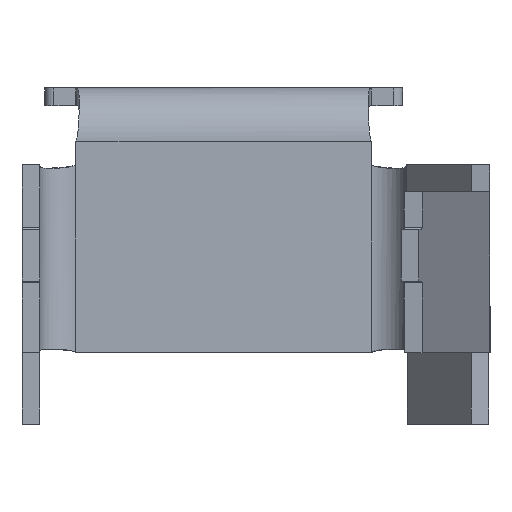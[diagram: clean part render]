
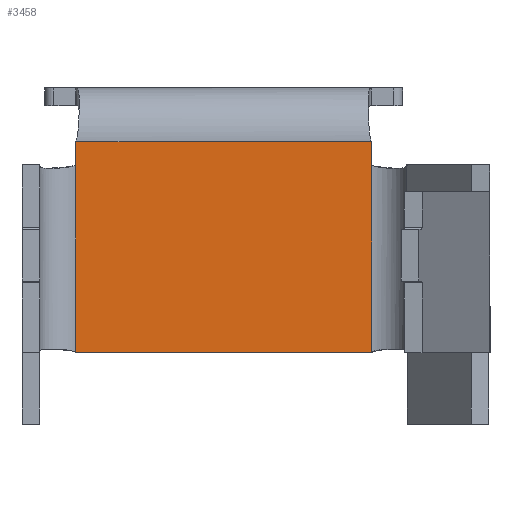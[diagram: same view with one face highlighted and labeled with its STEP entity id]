
A CAD part, front view. The second image highlights one B-rep face of the part: STEP entity #3458.
In plain terms, the highlighted planar face has unit normal (0, -1, 0).
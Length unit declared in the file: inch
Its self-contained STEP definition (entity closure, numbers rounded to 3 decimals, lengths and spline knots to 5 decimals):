
#13 = CIRCLE ( 'NONE', #2050, 0.025 ) ;
#47 = CARTESIAN_POINT ( 'NONE',  ( 0.5, 11.5, 2.625 ) ) ;
#75 = CARTESIAN_POINT ( 'NONE',  ( 0.5127, 11.5, 0. ) ) ;
#93 = VERTEX_POINT ( 'NONE', #2821 ) ;
#135 = LINE ( 'NONE', #1053, #3280 ) ;
#147 = CARTESIAN_POINT ( 'NONE',  ( 4.6401, 11.5, 2.625 ) ) ;
#186 = ORIENTED_EDGE ( 'NONE', *, *, #1830, .T. ) ;
#214 = CIRCLE ( 'NONE', #741, 0.025 ) ;
#362 = CARTESIAN_POINT ( 'NONE',  ( 4.6401, 11.5, 2.95 ) ) ;
#465 = ORIENTED_EDGE ( 'NONE', *, *, #2906, .T. ) ;
#472 = ORIENTED_EDGE ( 'NONE', *, *, #1216, .T. ) ;
#498 = DIRECTION ( 'NONE',  ( 0., 0., 1. ) ) ;
#564 = DIRECTION ( 'NONE',  ( 1., 0., 0. ) ) ;
#592 = EDGE_CURVE ( 'NONE', #2952, #2854, #3706, .T. ) ;
#619 = VECTOR ( 'NONE', #2201, 39.37008 ) ;
#646 = EDGE_LOOP ( 'NONE', ( #1337, #950, #3609, #2120, #2161, #3364, #186, #1664, #465, #472 ) ) ;
#741 = AXIS2_PLACEMENT_3D ( 'NONE', #2028, #2085, #1501 ) ;
#796 = AXIS2_PLACEMENT_3D ( 'NONE', #1365, #3292, #498 ) ;
#800 = DIRECTION ( 'NONE',  ( 0., 0., 1. ) ) ;
#898 = DIRECTION ( 'NONE',  ( 0., 0., -1. ) ) ;
#900 = AXIS2_PLACEMENT_3D ( 'NONE', #3546, #2975, #3288 ) ;
#944 = FACE_OUTER_BOUND ( 'NONE', #646, .T. ) ;
#950 = ORIENTED_EDGE ( 'NONE', *, *, #3208, .T. ) ;
#971 = CARTESIAN_POINT ( 'NONE',  ( 0.5, 11.5, 2.625 ) ) ;
#990 = DIRECTION ( 'NONE',  ( 0., 0., 1. ) ) ;
#1046 = LINE ( 'NONE', #971, #619 ) ;
#1053 = CARTESIAN_POINT ( 'NONE',  ( 0.5, 11.5, 2.625 ) ) ;
#1165 = VECTOR ( 'NONE', #564, 39.37008 ) ;
#1181 = EDGE_CURVE ( 'NONE', #3168, #1507, #135, .T. ) ;
#1213 = DIRECTION ( 'NONE',  ( 0., 1., 0. ) ) ;
#1216 = EDGE_CURVE ( 'NONE', #1892, #2002, #13, .T. ) ;
#1238 = DIRECTION ( 'NONE',  ( 0., 0., -1. ) ) ;
#1286 = LINE ( 'NONE', #3505, #1873 ) ;
#1315 = LINE ( 'NONE', #147, #2181 ) ;
#1336 = CIRCLE ( 'NONE', #796, 0.025 ) ;
#1337 = ORIENTED_EDGE ( 'NONE', *, *, #3751, .T. ) ;
#1365 = CARTESIAN_POINT ( 'NONE',  ( 0.525, 11.5, 2.9373 ) ) ;
#1449 = VERTEX_POINT ( 'NONE', #3477 ) ;
#1501 = DIRECTION ( 'NONE',  ( 0., 0., 1. ) ) ;
#1507 = VERTEX_POINT ( 'NONE', #2412 ) ;
#1525 = LINE ( 'NONE', #362, #3347 ) ;
#1623 = CARTESIAN_POINT ( 'NONE',  ( 4.6401, 11.5, 0.00375 ) ) ;
#1647 = EDGE_CURVE ( 'NONE', #93, #1869, #1315, .T. ) ;
#1664 = ORIENTED_EDGE ( 'NONE', *, *, #1181, .F. ) ;
#1830 = EDGE_CURVE ( 'NONE', #1449, #1507, #1336, .T. ) ;
#1869 = VERTEX_POINT ( 'NONE', #1623 ) ;
#1873 = VECTOR ( 'NONE', #898, 39.37008 ) ;
#1892 = VERTEX_POINT ( 'NONE', #2692 ) ;
#1990 = LINE ( 'NONE', #3693, #1165 ) ;
#2002 = VERTEX_POINT ( 'NONE', #75 ) ;
#2028 = CARTESIAN_POINT ( 'NONE',  ( 4.62692, 11.5, 0.025 ) ) ;
#2050 = AXIS2_PLACEMENT_3D ( 'NONE', #2536, #2235, #800 ) ;
#2085 = DIRECTION ( 'NONE',  ( 0., -1., 0. ) ) ;
#2091 = EDGE_CURVE ( 'NONE', #2854, #1449, #1525, .T. ) ;
#2104 = CARTESIAN_POINT ( 'NONE',  ( 0., 11.5, 2.625 ) ) ;
#2120 = ORIENTED_EDGE ( 'NONE', *, *, #2134, .F. ) ;
#2134 = EDGE_CURVE ( 'NONE', #2952, #93, #1286, .T. ) ;
#2161 = ORIENTED_EDGE ( 'NONE', *, *, #592, .T. ) ;
#2181 = VECTOR ( 'NONE', #1238, 39.37008 ) ;
#2201 = DIRECTION ( 'NONE',  ( 0., 0., -1. ) ) ;
#2235 = DIRECTION ( 'NONE',  ( 0., -1., 0. ) ) ;
#2253 = VERTEX_POINT ( 'NONE', #2984 ) ;
#2411 = DIRECTION ( 'NONE',  ( -1., 0., 0. ) ) ;
#2412 = CARTESIAN_POINT ( 'NONE',  ( 0.5, 11.5, 2.9373 ) ) ;
#2536 = CARTESIAN_POINT ( 'NONE',  ( 0.5127, 11.5, 0.025 ) ) ;
#2692 = CARTESIAN_POINT ( 'NONE',  ( 0.5, 11.5, 0.00347 ) ) ;
#2821 = CARTESIAN_POINT ( 'NONE',  ( 4.6401, 11.5, 2.625 ) ) ;
#2841 = CARTESIAN_POINT ( 'NONE',  ( 4.6401, 11.5, 2.9373 ) ) ;
#2854 = VERTEX_POINT ( 'NONE', #3525 ) ;
#2906 = EDGE_CURVE ( 'NONE', #3168, #1892, #1046, .T. ) ;
#2952 = VERTEX_POINT ( 'NONE', #2841 ) ;
#2975 = DIRECTION ( 'NONE',  ( 0., -1., 0. ) ) ;
#2984 = CARTESIAN_POINT ( 'NONE',  ( 4.62692, 11.5, 0. ) ) ;
#3108 = DIRECTION ( 'NONE',  ( 0., 0., 1. ) ) ;
#3168 = VERTEX_POINT ( 'NONE', #47 ) ;
#3208 = EDGE_CURVE ( 'NONE', #2253, #1869, #214, .T. ) ;
#3258 = PLANE ( 'NONE',  #3363 ) ;
#3280 = VECTOR ( 'NONE', #3108, 39.37008 ) ;
#3288 = DIRECTION ( 'NONE',  ( 0., 0., 1. ) ) ;
#3292 = DIRECTION ( 'NONE',  ( 0., -1., 0. ) ) ;
#3347 = VECTOR ( 'NONE', #2411, 39.37008 ) ;
#3363 = AXIS2_PLACEMENT_3D ( 'NONE', #2104, #1213, #990 ) ;
#3364 = ORIENTED_EDGE ( 'NONE', *, *, #2091, .T. ) ;
#3458 = ADVANCED_FACE ( 'NONE', ( #944 ), #3258, .F. ) ;
#3477 = CARTESIAN_POINT ( 'NONE',  ( 0.50347, 11.5, 2.95 ) ) ;
#3505 = CARTESIAN_POINT ( 'NONE',  ( 4.6401, 11.5, 2.625 ) ) ;
#3525 = CARTESIAN_POINT ( 'NONE',  ( 4.63663, 11.5, 2.95 ) ) ;
#3546 = CARTESIAN_POINT ( 'NONE',  ( 4.6151, 11.5, 2.9373 ) ) ;
#3609 = ORIENTED_EDGE ( 'NONE', *, *, #1647, .F. ) ;
#3693 = CARTESIAN_POINT ( 'NONE',  ( 0., 11.5, 0. ) ) ;
#3706 = CIRCLE ( 'NONE', #900, 0.025 ) ;
#3751 = EDGE_CURVE ( 'NONE', #2002, #2253, #1990, .T. ) ;
